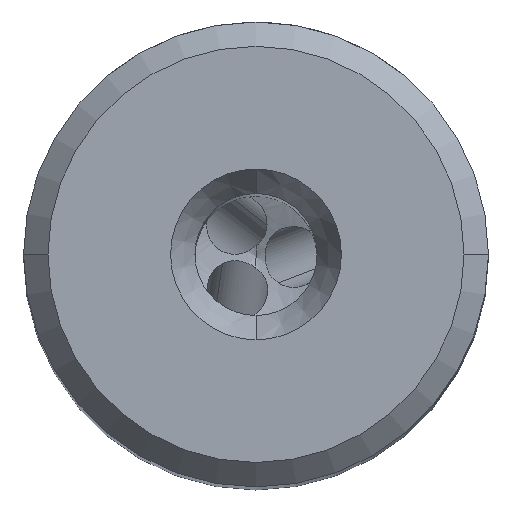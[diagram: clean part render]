
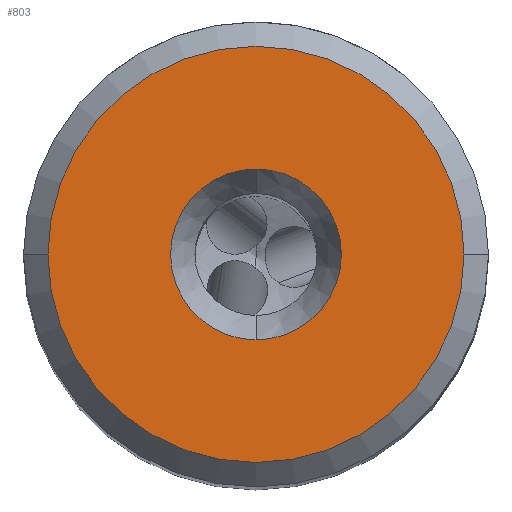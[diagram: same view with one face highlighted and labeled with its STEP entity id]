
A CAD part, top view. The second image highlights one B-rep face of the part: STEP entity #803.
In plain terms, the highlighted planar face has unit normal (0, 0, 1).
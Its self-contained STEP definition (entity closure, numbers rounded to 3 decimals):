
#73=FACE_BOUND('',#1458,.T.);
#74=FACE_BOUND('',#1459,.T.);
#653=PLANE('',#6174);
#803=ADVANCED_FACE('',(#73,#74),#653,.T.);
#1458=EDGE_LOOP('',(#2800,#2801));
#1459=EDGE_LOOP('',(#2802,#2803));
#2800=ORIENTED_EDGE('',*,*,#5006,.T.);
#2801=ORIENTED_EDGE('',*,*,#5007,.T.);
#2802=ORIENTED_EDGE('',*,*,#5004,.T.);
#2803=ORIENTED_EDGE('',*,*,#5005,.T.);
#4312=VERTEX_POINT('',#9673);
#4313=VERTEX_POINT('',#9675);
#4314=VERTEX_POINT('',#9681);
#4315=VERTEX_POINT('',#9682);
#5004=EDGE_CURVE('',#4312,#4313,#5680,.T.);
#5005=EDGE_CURVE('',#4313,#4312,#5681,.T.);
#5006=EDGE_CURVE('',#4314,#4315,#5682,.T.);
#5007=EDGE_CURVE('',#4315,#4314,#5683,.T.);
#5680=CIRCLE('',#6168,8.525);
#5681=CIRCLE('',#6170,8.525);
#5682=CIRCLE('',#6172,3.5);
#5683=CIRCLE('',#6173,3.5);
#6168=AXIS2_PLACEMENT_3D('',#9676,#7028,#7029);
#6170=AXIS2_PLACEMENT_3D('',#9678,#7032,#7033);
#6172=AXIS2_PLACEMENT_3D('',#9680,#7036,#7037);
#6173=AXIS2_PLACEMENT_3D('',#9683,#7038,#7039);
#6174=AXIS2_PLACEMENT_3D('',#9684,#7040,#7041);
#7028=DIRECTION('',(0.,0.,1.));
#7029=DIRECTION('',(1.,0.,0.));
#7032=DIRECTION('',(0.,0.,1.));
#7033=DIRECTION('',(-1.,0.,0.));
#7036=DIRECTION('',(0.,0.,-1.));
#7037=DIRECTION('',(0.,1.,0.));
#7038=DIRECTION('',(0.,0.,-1.));
#7039=DIRECTION('',(0.,-1.,0.));
#7040=DIRECTION('',(0.,0.,1.));
#7041=DIRECTION('',(-1.,0.,0.));
#9673=CARTESIAN_POINT('',(8.525,0.,38.04));
#9675=CARTESIAN_POINT('',(-8.525,0.,38.04));
#9676=CARTESIAN_POINT('',(0.,0.,38.04));
#9678=CARTESIAN_POINT('',(0.,0.,38.04));
#9680=CARTESIAN_POINT('',(0.,0.,38.04));
#9681=CARTESIAN_POINT('',(0.,3.5,38.04));
#9682=CARTESIAN_POINT('',(0.,-3.5,38.04));
#9683=CARTESIAN_POINT('',(0.,0.,38.04));
#9684=CARTESIAN_POINT('',(0.,0.,38.04));
